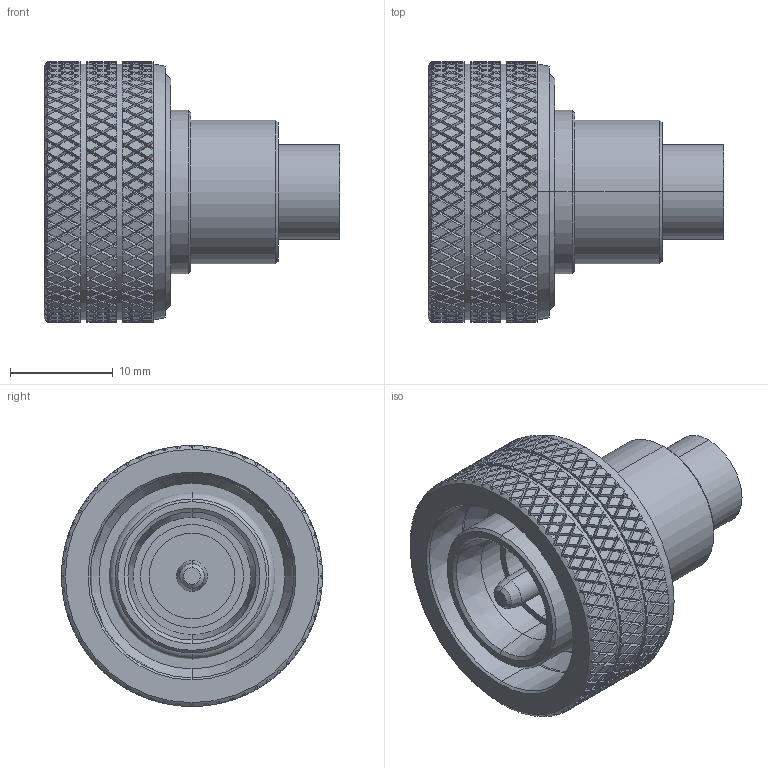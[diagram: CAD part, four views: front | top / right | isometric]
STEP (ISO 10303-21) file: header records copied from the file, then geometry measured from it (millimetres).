
FILE_DESCRIPTION (( 'STEP AP214' ), '1' );
FILE_NAME ('TC-SPP250-4310MS-LP.step', '2021-05-04T14:31:17', ( '' ), ( '' ), 'SwSTEP 2.0', 'SolidWorks 2020', '' );
FILE_SCHEMA (( 'AUTOMOTIVE_DESIGN' ));
Length unit declared in the file: inch
Products named in the file (1): TC-SPP250-4310MS-LP
Bounding box: 28.75 x 25.41 x 25.41 mm (x, y, z)
Volume: 5645.8 mm3; surface area: 6745.7 mm2
Topology: 1 solids, 1 shells, 3773 faces, 8498 edges, 4751 vertices
Faces by surface type: bspline 2880, cylinder 827, cone 38, plane 26, torus 2
Entity records: 157301 total; most frequent: CARTESIAN_POINT 105283, ORIENTED_EDGE 16996, EDGE_CURVE 8498, VERTEX_POINT 4751, EDGE_LOOP 3797, ADVANCED_FACE 3773, FACE_OUTER_BOUND 3773, B_SPLINE_CURVE_WITH_KNOTS 3600
